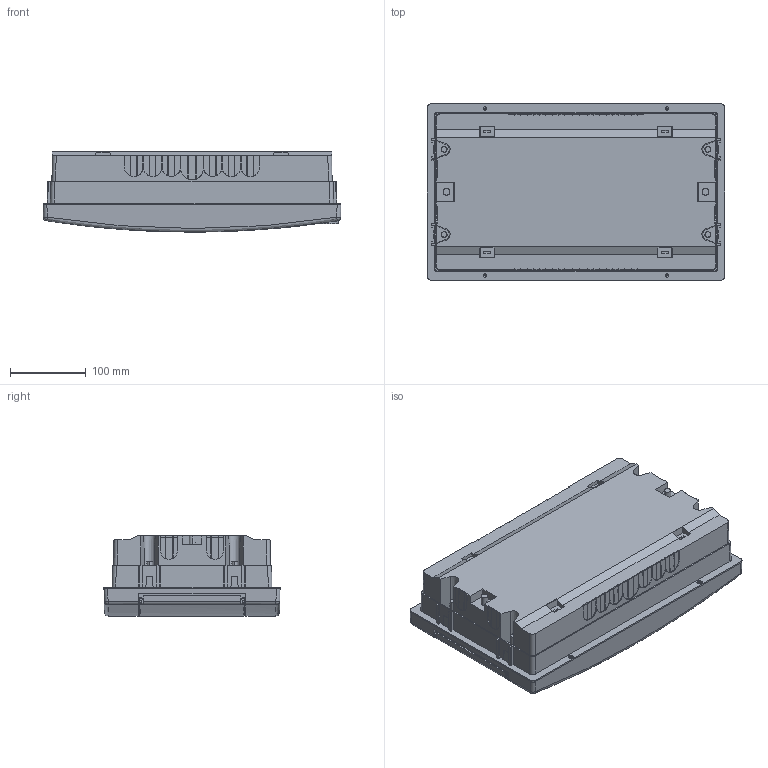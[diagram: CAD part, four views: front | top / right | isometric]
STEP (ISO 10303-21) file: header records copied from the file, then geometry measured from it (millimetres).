
FILE_DESCRIPTION((''),'2;1');
FILE_NAME('U18C_ASM','2021-02-19T',('marketing.praksa'),('Audax d.o.o.'),'CREO PARAMETRIC BY PTC INC, 2017480','CREO PARAMETRIC BY PTC INC, 2017480','');
FILE_SCHEMA(('AUTOMOTIVE_DESIGN { 1 0 10303 214 1 1 1 1 }'));
Products named in the file (13): DNO_U18-C; MASKA_U18-C_ALAT; VRATA_U18-C; U18C_1_ASM; ETI_LOGO_1_1_1_1_1_2_3_4_5_6__8; ETI_LOGO_2_1_1_1_1_2_3_4_5_6__8; ETI_LOGO_3_1_1_1_1_2_3_4_5_6__8; ETI_LOGO_ASM_1_1_ASM_1_1_2_3__7_ASM; ASM0026_ASM; PRT0127; PRT0128; PRT0129; U18C_ASM
Assembly tree (12 placements, depth 4):
  U18C_ASM
    U18C_1_ASM
      DNO_U18-C
      MASKA_U18-C_ALAT
      VRATA_U18-C
    ASM0026_ASM
      ETI_LOGO_ASM_1_1_ASM_1_1_2_3__7_ASM
        ETI_LOGO_1_1_1_1_1_2_3_4_5_6__8
        ETI_LOGO_2_1_1_1_1_2_3_4_5_6__8
        ETI_LOGO_3_1_1_1_1_2_3_4_5_6__8
    PRT0127
    PRT0128
    PRT0129
Bounding box: 392.15 x 231.95 x 105.8 mm (x, y, z)
Volume: 738922.3 mm3; surface area: 782951.2 mm2
Topology: 9 solids, 9 shells, 1504 faces, 4292 edges, 2843 vertices
Faces by surface type: plane 1000, cylinder 338, cone 128, torus 22, sphere 10, bspline 6
Entity records: 74736 total; most frequent: CARTESIAN_POINT 11047, ORIENTED_EDGE 8560, DIRECTION 7971, PRESENTATION_STYLE_ASSIGNMENT 5793, STYLED_ITEM 5793, CURVE_STYLE 4280, EDGE_CURVE 4280, VECTOR 2961
